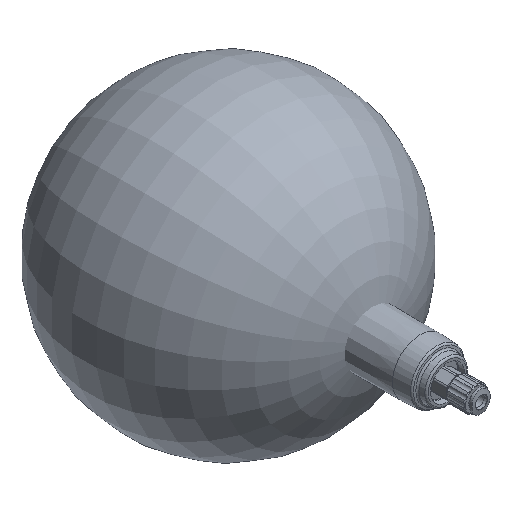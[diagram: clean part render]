
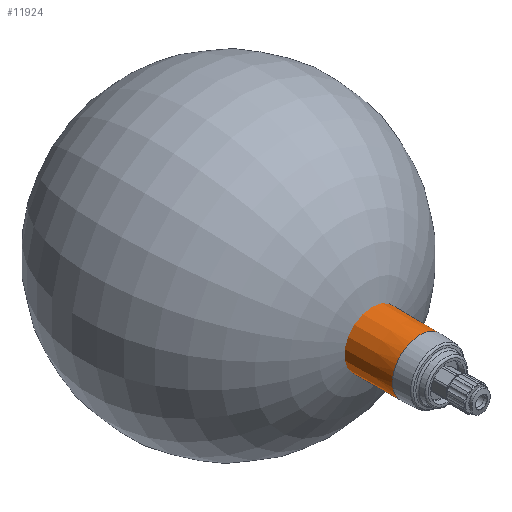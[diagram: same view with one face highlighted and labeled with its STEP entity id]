
A CAD part, isometric view. The second image highlights one B-rep face of the part: STEP entity #11924.
In plain terms, the highlighted conical face has half-angle 0.5 degrees and reference radius 15.575 mm.
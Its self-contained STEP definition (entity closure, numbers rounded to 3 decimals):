
#4197=ORIENTED_EDGE('',*,*,#5601,.F.);
#4198=ORIENTED_EDGE('',*,*,#4936,.T.);
#4936=EDGE_CURVE('',#6080,#6080,#6663,.F.);
#5601=EDGE_CURVE('',#6471,#6471,#6928,.T.);
#6080=VERTEX_POINT('',#16779);
#6471=VERTEX_POINT('',#18261);
#6663=CIRCLE('',#12255,15.549);
#6928=CIRCLE('',#12840,14.983);
#7442=EDGE_LOOP('',(#4197));
#7443=EDGE_LOOP('',(#4198));
#7996=FACE_BOUND('',#7442,.T.);
#7997=FACE_BOUND('',#7443,.T.);
#8095=CONICAL_SURFACE('',#12839,15.575,0.009);
#11924=ADVANCED_FACE('',(#7996,#7997),#8095,.T.);
#12255=AXIS2_PLACEMENT_3D('',#16778,#13734,#13735);
#12839=AXIS2_PLACEMENT_3D('',#18259,#15258,#15259);
#12840=AXIS2_PLACEMENT_3D('',#18260,#15260,#15261);
#13734=DIRECTION('',(0.,1.,0.));
#13735=DIRECTION('',(0.,0.,1.));
#15258=DIRECTION('',(0.,1.,0.));
#15259=DIRECTION('',(0.,0.,1.));
#15260=DIRECTION('',(0.,-1.,0.));
#15261=DIRECTION('',(0.,0.,-1.));
#16778=CARTESIAN_POINT('',(0.,-35.5,0.));
#16779=CARTESIAN_POINT('',(0.,-35.5,15.549));
#18259=CARTESIAN_POINT('',(0.,-32.53,0.));
#18260=CARTESIAN_POINT('',(0.,-100.43,0.));
#18261=CARTESIAN_POINT('',(0.,-100.43,-14.983));
